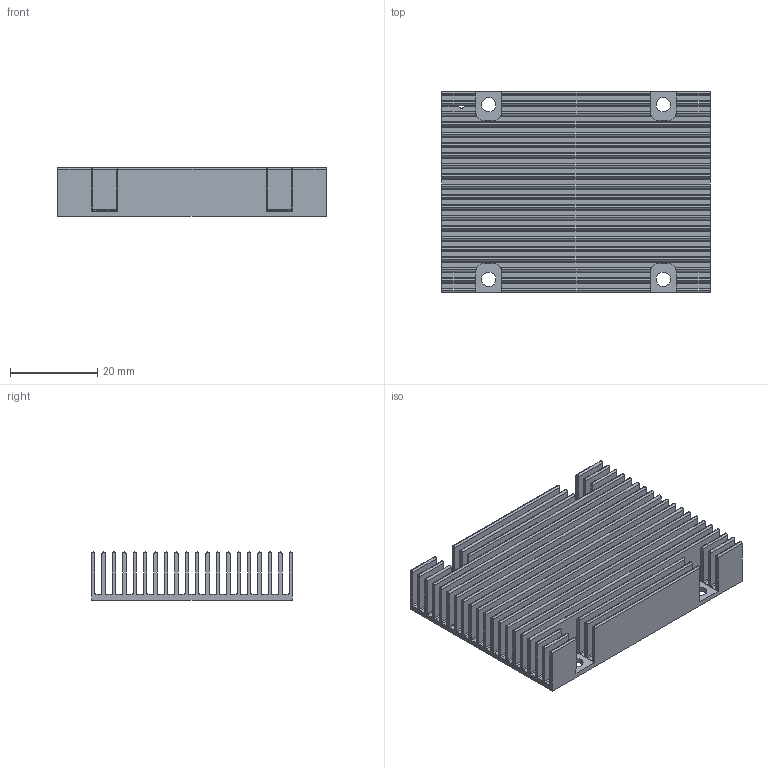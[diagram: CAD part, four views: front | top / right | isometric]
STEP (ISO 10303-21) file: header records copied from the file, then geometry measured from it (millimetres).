
FILE_DESCRIPTION (( 'STEP AP214' ), '1' );
FILE_NAME ('40032.STEP', '2015-07-30T17:50:50', ( 'VicorUser' ), ( 'Microsoft' ), 'SwSTEP 2.0', 'SolidWorks 2012', '' );
FILE_SCHEMA (( 'AUTOMOTIVE_DESIGN' ));
Length unit declared in the file: millimetre
Products named in the file (1): 40032
Bounding box: 61.5 x 46 x 11 mm (x, y, z)
Volume: 12076.4 mm3; surface area: 28325.6 mm2
Topology: 1 solids, 1 shells, 249 faces, 753 edges, 501 vertices
Faces by surface type: cylinder 141, plane 106, cone 2
Entity records: 8697 total; most frequent: CARTESIAN_POINT 1710, ORIENTED_EDGE 1502, DIRECTION 1469, EDGE_CURVE 751, AXIS2_PLACEMENT_3D 508, VERTEX_POINT 501, VECTOR 453, LINE 453
